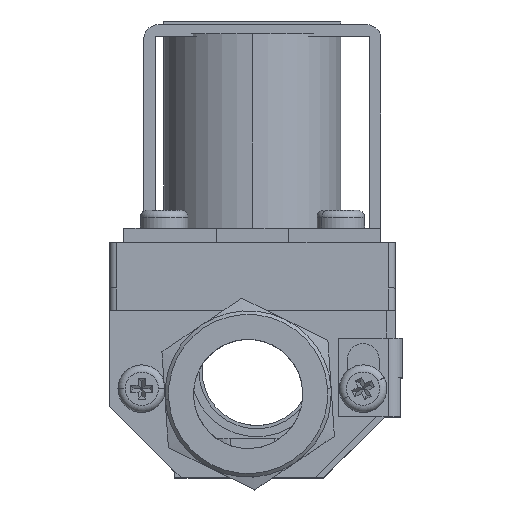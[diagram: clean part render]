
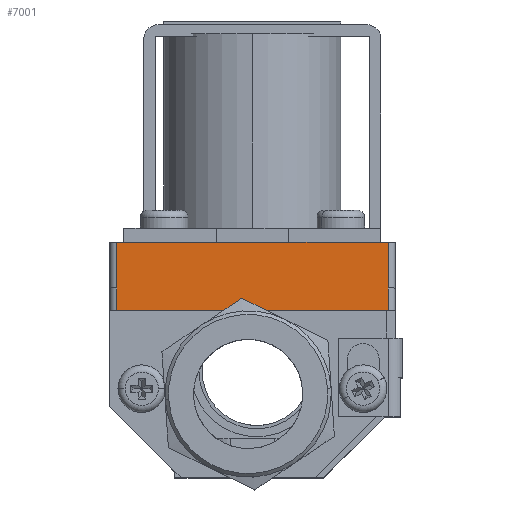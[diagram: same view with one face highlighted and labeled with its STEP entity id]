
A CAD part, top view. The second image highlights one B-rep face of the part: STEP entity #7001.
In plain terms, the highlighted planar face has unit normal (0, 0, 1).
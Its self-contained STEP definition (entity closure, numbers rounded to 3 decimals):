
#43 = EDGE_CURVE ( 'NONE', #13948, #5949, #6630, .T. ) ;
#212 = EDGE_CURVE ( 'NONE', #8653, #5949, #5057, .T. ) ;
#1323 = ORIENTED_EDGE ( 'NONE', *, *, #5289, .T. ) ;
#1486 = LINE ( 'NONE', #13850, #11630 ) ;
#2108 = LINE ( 'NONE', #13499, #10635 ) ;
#2131 = VERTEX_POINT ( 'NONE', #2945 ) ;
#2690 = ORIENTED_EDGE ( 'NONE', *, *, #212, .T. ) ;
#2719 = CARTESIAN_POINT ( 'NONE',  ( -19., 26.6, 19.75 ) ) ;
#2945 = CARTESIAN_POINT ( 'NONE',  ( 19., 23.5, 19.75 ) ) ;
#3689 = VERTEX_POINT ( 'NONE', #12299 ) ;
#3759 = PLANE ( 'NONE',  #6560 ) ;
#4441 = ORIENTED_EDGE ( 'NONE', *, *, #10003, .T. ) ;
#4485 = LINE ( 'NONE', #14397, #11687 ) ;
#5057 = LINE ( 'NONE', #14131, #13324 ) ;
#5289 = EDGE_CURVE ( 'NONE', #12633, #3689, #1486, .T. ) ;
#5949 = VERTEX_POINT ( 'NONE', #10623 ) ;
#6560 = AXIS2_PLACEMENT_3D ( 'NONE', #12917, #11669, #13815 ) ;
#6630 = LINE ( 'NONE', #6920, #9761 ) ;
#6920 = CARTESIAN_POINT ( 'NONE',  ( 20., 33., 19.75 ) ) ;
#7001 = ADVANCED_FACE ( 'NONE', ( #10402 ), #3759, .T. ) ;
#7268 = CARTESIAN_POINT ( 'NONE',  ( 20., 23.5, 19.75 ) ) ;
#7627 = DIRECTION ( 'NONE',  ( 0., 1., 0. ) ) ;
#7845 = DIRECTION ( 'NONE',  ( 0., -1., 0. ) ) ;
#7860 = VECTOR ( 'NONE', #10840, 1000. ) ;
#8653 = VERTEX_POINT ( 'NONE', #9947 ) ;
#9761 = VECTOR ( 'NONE', #11475, 1000. ) ;
#9770 = ORIENTED_EDGE ( 'NONE', *, *, #10206, .T. ) ;
#9857 = LINE ( 'NONE', #7268, #7860 ) ;
#9947 = CARTESIAN_POINT ( 'NONE',  ( 19., 26.6, 19.75 ) ) ;
#10003 = EDGE_CURVE ( 'NONE', #3689, #2131, #9857, .T. ) ;
#10206 = EDGE_CURVE ( 'NONE', #2131, #8653, #4485, .T. ) ;
#10402 = FACE_OUTER_BOUND ( 'NONE', #12311, .T. ) ;
#10623 = CARTESIAN_POINT ( 'NONE',  ( 19., 33., 19.75 ) ) ;
#10635 = VECTOR ( 'NONE', #7845, 1000. ) ;
#10840 = DIRECTION ( 'NONE',  ( 1., 0., 0. ) ) ;
#10971 = CARTESIAN_POINT ( 'NONE',  ( -19., 33., 19.75 ) ) ;
#11475 = DIRECTION ( 'NONE',  ( 1., 0., 0. ) ) ;
#11630 = VECTOR ( 'NONE', #12662, 1000. ) ;
#11669 = DIRECTION ( 'NONE',  ( 0., 0., 1. ) ) ;
#11687 = VECTOR ( 'NONE', #7627, 1000. ) ;
#11922 = DIRECTION ( 'NONE',  ( 0., 1., 0. ) ) ;
#12096 = ORIENTED_EDGE ( 'NONE', *, *, #43, .F. ) ;
#12299 = CARTESIAN_POINT ( 'NONE',  ( -19., 23.5, 19.75 ) ) ;
#12311 = EDGE_LOOP ( 'NONE', ( #13946, #1323, #4441, #9770, #2690, #12096 ) ) ;
#12633 = VERTEX_POINT ( 'NONE', #2719 ) ;
#12662 = DIRECTION ( 'NONE',  ( 0., -1., 0. ) ) ;
#12743 = EDGE_CURVE ( 'NONE', #13948, #12633, #2108, .T. ) ;
#12917 = CARTESIAN_POINT ( 'NONE',  ( 20., 26.6, 19.75 ) ) ;
#13324 = VECTOR ( 'NONE', #11922, 1000. ) ;
#13499 = CARTESIAN_POINT ( 'NONE',  ( -19., 26.6, 19.75 ) ) ;
#13815 = DIRECTION ( 'NONE',  ( 1., 0., 0. ) ) ;
#13850 = CARTESIAN_POINT ( 'NONE',  ( -19., 23.5, 19.75 ) ) ;
#13946 = ORIENTED_EDGE ( 'NONE', *, *, #12743, .T. ) ;
#13948 = VERTEX_POINT ( 'NONE', #10971 ) ;
#14131 = CARTESIAN_POINT ( 'NONE',  ( 19., 33., 19.75 ) ) ;
#14397 = CARTESIAN_POINT ( 'NONE',  ( 19., 26.6, 19.75 ) ) ;
